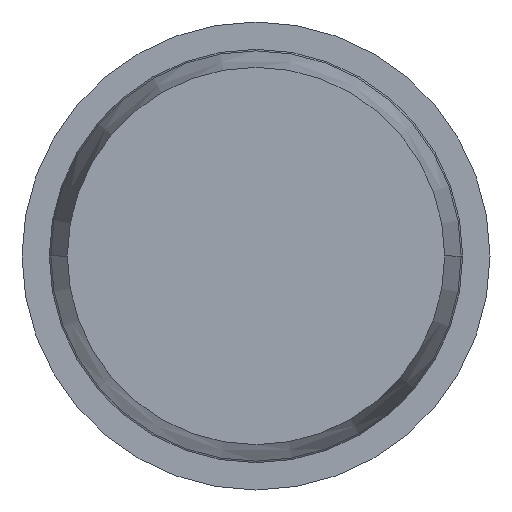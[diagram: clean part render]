
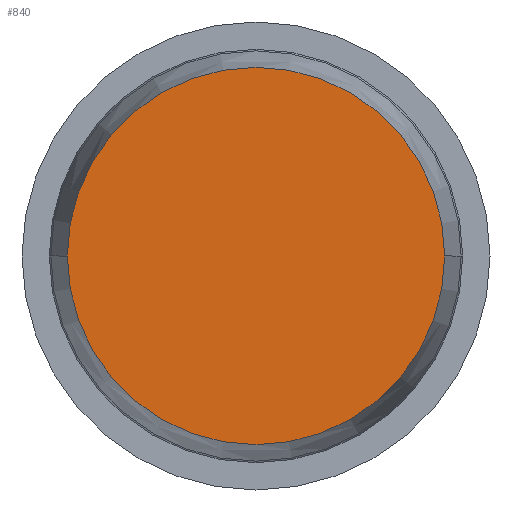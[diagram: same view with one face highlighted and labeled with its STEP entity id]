
A CAD part, front view. The second image highlights one B-rep face of the part: STEP entity #840.
In plain terms, the highlighted planar face has unit normal (0, -1, 0).
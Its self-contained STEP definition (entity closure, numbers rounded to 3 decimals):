
#97 = CIRCLE ( 'NONE', #2172, 1.209 ) ;
#195 = DIRECTION ( 'NONE',  ( 1., 0., 0. ) ) ;
#548 = ORIENTED_EDGE ( 'NONE', *, *, #3365, .T. ) ;
#840 = ADVANCED_FACE ( 'Defeature ausgef�hrt1_0', ( #1476 ), #2238, .T. ) ;
#1113 = DIRECTION ( 'NONE',  ( 1., 0., 0. ) ) ;
#1157 = VERTEX_POINT ( 'NONE', #1656 ) ;
#1460 = VERTEX_POINT ( 'NONE', #2146 ) ;
#1476 = FACE_OUTER_BOUND ( 'NONE', #3384, .T. ) ;
#1602 = CARTESIAN_POINT ( 'NONE',  ( 0., -19., 0. ) ) ;
#1656 = CARTESIAN_POINT ( 'NONE',  ( 1.209, -19., 0. ) ) ;
#1821 = EDGE_CURVE ( 'Defeature ausgef�hrt1_0+Defeature ausgef�hrt1_10+Defeature ausgef�hrt1_10+Defeature ausgef�hrt1_10', #1157, #1460, #1938, .T. ) ;
#1938 = CIRCLE ( 'NONE', #2651, 1.209 ) ;
#2146 = CARTESIAN_POINT ( 'NONE',  ( -1.209, -19., 0. ) ) ;
#2172 = AXIS2_PLACEMENT_3D ( 'NONE', #2811, #2348, #3067 ) ;
#2238 = PLANE ( 'NONE',  #2755 ) ;
#2255 = DIRECTION ( 'NONE',  ( 0., -1., 0. ) ) ;
#2348 = DIRECTION ( 'NONE',  ( 0., -1., 0. ) ) ;
#2380 = DIRECTION ( 'NONE',  ( 0., -1., 0. ) ) ;
#2651 = AXIS2_PLACEMENT_3D ( 'NONE', #1602, #2380, #1113 ) ;
#2755 = AXIS2_PLACEMENT_3D ( 'NONE', #3014, #2255, #195 ) ;
#2811 = CARTESIAN_POINT ( 'NONE',  ( 0., -19., 0. ) ) ;
#3014 = CARTESIAN_POINT ( 'NONE',  ( 0., -19., 0. ) ) ;
#3061 = ORIENTED_EDGE ( 'NONE', *, *, #1821, .T. ) ;
#3067 = DIRECTION ( 'NONE',  ( 1., 0., 0. ) ) ;
#3365 = EDGE_CURVE ( 'Defeature ausgef�hrt1_0+Defeature ausgef�hrt1_10+Defeature ausgef�hrt1_10+Defeature ausgef�hrt1_10', #1460, #1157, #97, .T. ) ;
#3384 = EDGE_LOOP ( 'NONE', ( #548, #3061 ) ) ;
